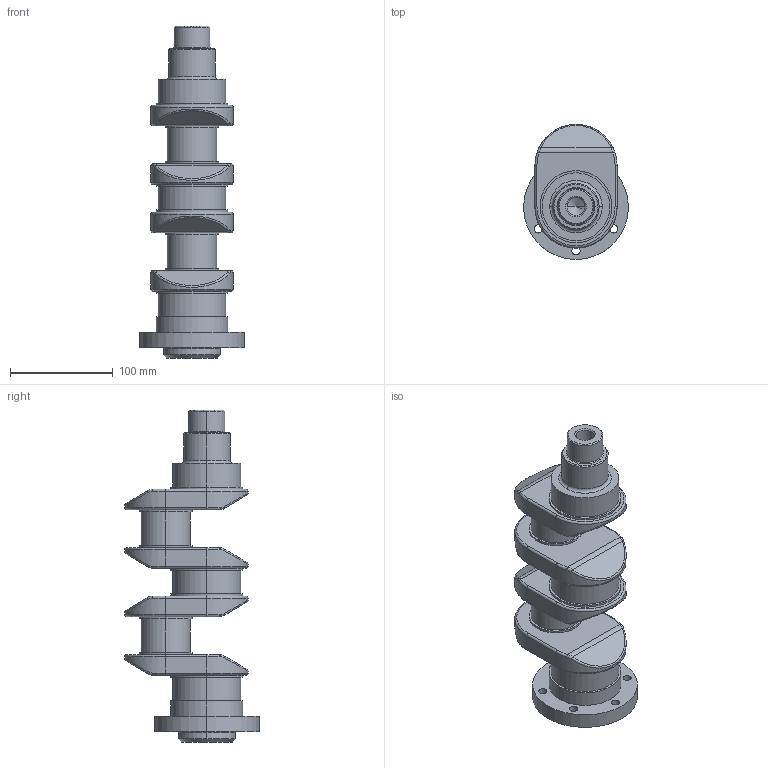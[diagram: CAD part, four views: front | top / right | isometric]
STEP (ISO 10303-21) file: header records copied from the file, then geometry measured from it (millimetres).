
FILE_DESCRIPTION (( 'STEP AP214' ), '1' );
FILE_NAME ('Part45.STEP', '2025-03-03T12:59:13', ( '' ), ( '' ), 'SwSTEP 2.0', 'SolidWorks 2024', '' );
FILE_SCHEMA (( 'AUTOMOTIVE_DESIGN' ));
Length unit declared in the file: millimetre
Products named in the file (1): Part45
Bounding box: 102 x 131 x 323 mm (x, y, z)
Volume: 1247982.6 mm3; surface area: 186437.2 mm2
Topology: 13 solids, 13 shells, 201 faces, 418 edges, 251 vertices
Faces by surface type: cylinder 82, plane 51, torus 30, bspline 28, cone 10
Entity records: 6349 total; most frequent: CARTESIAN_POINT 1977, DIRECTION 944, ORIENTED_EDGE 832, EDGE_CURVE 416, AXIS2_PLACEMENT_3D 410, VERTEX_POINT 251, CIRCLE 236, EDGE_LOOP 223
